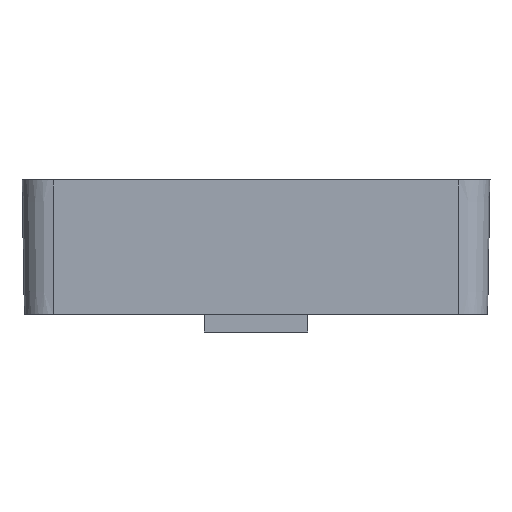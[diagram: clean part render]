
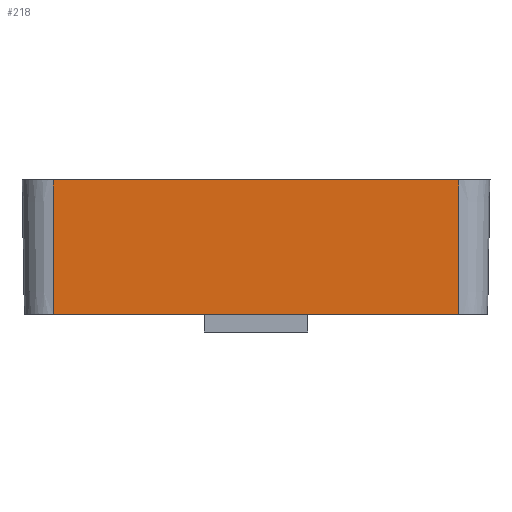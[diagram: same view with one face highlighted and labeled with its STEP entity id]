
A CAD part, front view. The second image highlights one B-rep face of the part: STEP entity #218.
In plain terms, the highlighted planar face has unit normal (0, -1, -0.018).
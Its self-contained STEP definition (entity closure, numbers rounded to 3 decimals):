
#218=ADVANCED_FACE('NONE',(#581),#582,.T.);
#581=FACE_OUTER_BOUND('',#1089,.T.);
#582=PLANE('',#1090);
#1089=EDGE_LOOP('',(#2074,#2075,#2076,#2077,#2078,#2079));
#1090=AXIS2_PLACEMENT_3D('',#2080,#2081,#2082);
#2074=ORIENTED_EDGE('',*,*,#3403,.F.);
#2075=ORIENTED_EDGE('',*,*,#3404,.F.);
#2076=ORIENTED_EDGE('',*,*,#3353,.T.);
#2077=ORIENTED_EDGE('',*,*,#3405,.F.);
#2078=ORIENTED_EDGE('',*,*,#3373,.T.);
#2079=ORIENTED_EDGE('',*,*,#3401,.T.);
#2080=CARTESIAN_POINT('',(-19.625,-22.625,0.0));
#2081=DIRECTION('',(0.,-1.,-0.017));
#2082=DIRECTION('',(0.0,0.017,-1.));
#3353=EDGE_CURVE('NONE',#3934,#3932,#3935,.T.);
#3373=EDGE_CURVE('NONE',#3972,#3970,#3973,.T.);
#3401=EDGE_CURVE('NONE',#3970,#4013,#4015,.T.);
#3403=EDGE_CURVE('NONE',#4017,#4013,#4018,.T.);
#3404=EDGE_CURVE('NONE',#3934,#4017,#4019,.T.);
#3405=EDGE_CURVE('NONE',#3972,#3932,#4020,.T.);
#3932=VERTEX_POINT('NONE',#4725);
#3934=VERTEX_POINT('NONE',#4728);
#3935=LINE('',#4729,#4730);
#3970=VERTEX_POINT('NONE',#4778);
#3972=VERTEX_POINT('NONE',#4780);
#3973=LINE('',#4781,#4782);
#4013=VERTEX_POINT('NONE',#4839);
#4015=LINE('',#4841,#4842);
#4017=VERTEX_POINT('NONE',#4844);
#4018=LINE('',#4845,#4846);
#4019=LINE('',#4847,#4848);
#4020=LINE('',#4849,#4850);
#4725=CARTESIAN_POINT('',(-5.,-22.398,-13.0));
#4728=CARTESIAN_POINT('',(-19.625,-22.398,-13.0));
#4729=CARTESIAN_POINT('',(-19.625,-22.398,-13.0));
#4730=VECTOR('',#5957,1000.0);
#4778=CARTESIAN_POINT('',(19.625,-22.398,-13.0));
#4780=CARTESIAN_POINT('',(5.,-22.398,-13.0));
#4781=CARTESIAN_POINT('',(-19.625,-22.398,-13.0));
#4782=VECTOR('',#5989,1000.0);
#4839=CARTESIAN_POINT('',(19.625,-22.625,0.0));
#4841=CARTESIAN_POINT('',(19.625,-22.625,0.));
#4842=VECTOR('',#6019,1000.0);
#4844=CARTESIAN_POINT('',(-19.625,-22.625,0.0));
#4845=CARTESIAN_POINT('',(-19.625,-22.625,0.0));
#4846=VECTOR('',#6020,1000.0);
#4847=CARTESIAN_POINT('',(-19.625,-22.625,0.0));
#4848=VECTOR('',#6021,1000.0);
#4849=CARTESIAN_POINT('',(5.,-22.398,-13.0));
#4850=VECTOR('',#6022,1000.0);
#5957=DIRECTION('',(1.0,0.,0.0));
#5989=DIRECTION('',(1.0,0.,0.0));
#6019=DIRECTION('',(0.,-0.017,1.));
#6020=DIRECTION('',(1.0,0.,0.0));
#6021=DIRECTION('',(0.0,-0.017,1.));
#6022=DIRECTION('',(-1.0,0.0,0.0));
